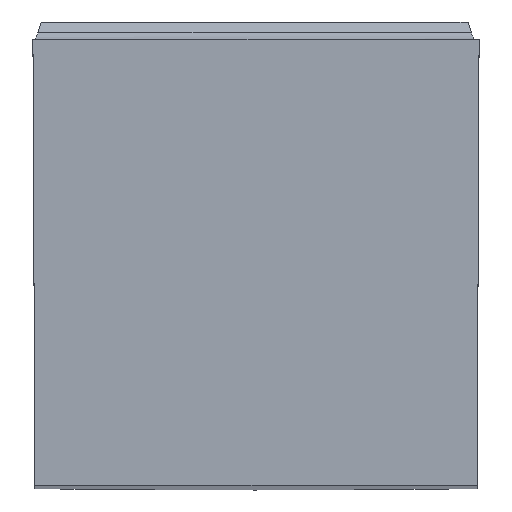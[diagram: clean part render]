
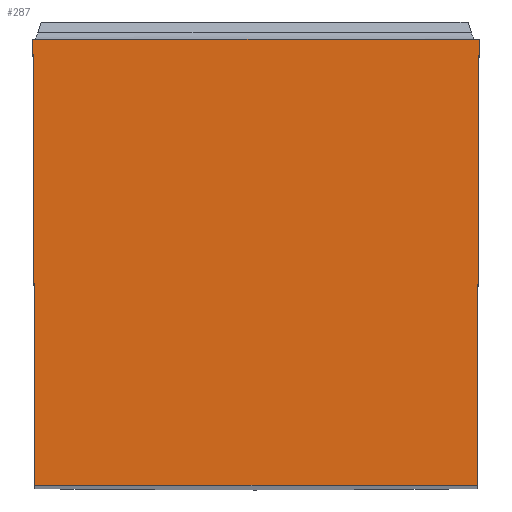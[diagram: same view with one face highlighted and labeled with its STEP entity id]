
A CAD part, top view. The second image highlights one B-rep face of the part: STEP entity #287.
In plain terms, the highlighted planar face has unit normal (0, 0, 1).
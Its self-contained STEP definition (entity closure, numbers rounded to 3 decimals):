
#287=ADVANCED_FACE('CU_BACK_SU1',(#428),#378,.F.);
#378=PLANE('',#1748);
#428=FACE_OUTER_BOUND('',#508,.T.);
#508=EDGE_LOOP('',(#627,#628,#629,#630));
#627=ORIENTED_EDGE('',*,*,#1214,.F.);
#628=ORIENTED_EDGE('',*,*,#1229,.T.);
#629=ORIENTED_EDGE('',*,*,#1211,.T.);
#630=ORIENTED_EDGE('',*,*,#1230,.T.);
#1059=VERTEX_POINT('',#2356);
#1061=VERTEX_POINT('',#2360);
#1064=VERTEX_POINT('',#2367);
#1065=VERTEX_POINT('',#2369);
#1211=EDGE_CURVE('',#1059,#1061,#1437,.T.);
#1214=EDGE_CURVE('',#1064,#1065,#1440,.T.);
#1229=EDGE_CURVE('',#1064,#1059,#1452,.T.);
#1230=EDGE_CURVE('',#1061,#1065,#1453,.T.);
#1437=LINE('',#2361,#1553);
#1440=LINE('',#2368,#1556);
#1452=LINE('',#2399,#1568);
#1453=LINE('',#2400,#1569);
#1553=VECTOR('',#1909,1.);
#1556=VECTOR('',#1914,1.);
#1568=VECTOR('',#1936,1.);
#1569=VECTOR('',#1937,1.);
#1748=AXIS2_PLACEMENT_3D('',#2401,#1938,#1939);
#1909=DIRECTION('',(0.004,1.,0.));
#1914=DIRECTION('',(-0.004,1.,0.));
#1936=DIRECTION('',(1.,0.,0.));
#1937=DIRECTION('',(-1.,0.,0.));
#1938=DIRECTION('',(0.,0.,-1.));
#1939=DIRECTION('',(0.,-1.,0.));
#2356=CARTESIAN_POINT('',(-0.087,0.,0.));
#2360=CARTESIAN_POINT('',(0.,19.875,0.));
#2361=CARTESIAN_POINT('',(0.088,39.975,0.));
#2367=CARTESIAN_POINT('',(-19.788,0.,0.));
#2368=CARTESIAN_POINT('',(-19.961,39.688,0.));
#2369=CARTESIAN_POINT('',(-19.875,19.875,0.));
#2399=CARTESIAN_POINT('',(22.994,0.,0.));
#2400=CARTESIAN_POINT('',(22.994,19.875,0.));
#2401=CARTESIAN_POINT('',(22.994,39.875,0.));
